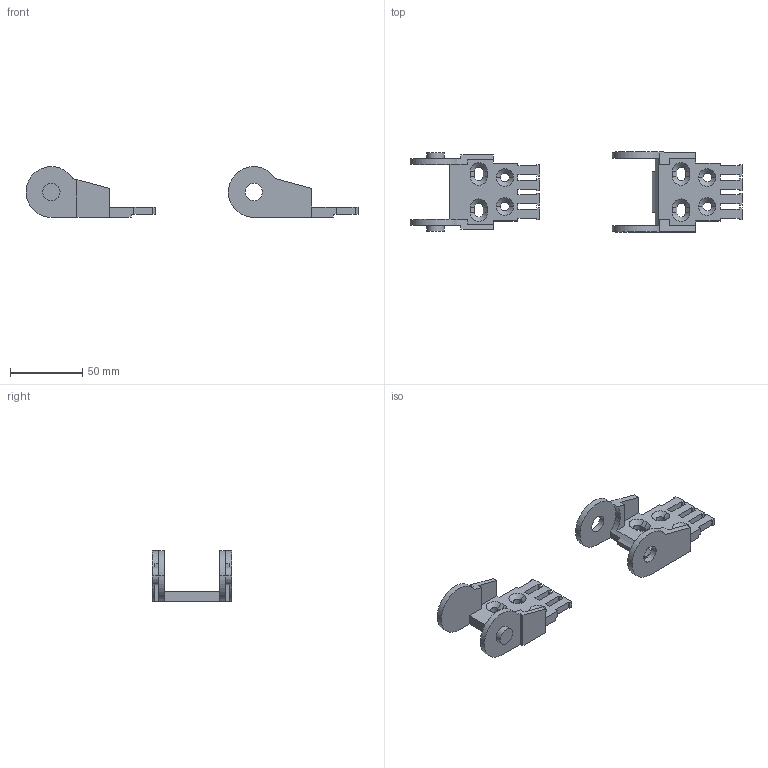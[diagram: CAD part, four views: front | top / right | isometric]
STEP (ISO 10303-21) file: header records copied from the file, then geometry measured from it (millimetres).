
FILE_DESCRIPTION (( 'STEP AP214' ), '1' );
FILE_NAME ('2030-34PZB.STEP', '2025-04-01T18:05:04', ( '' ), ( '' ), 'SwSTEP 2.0', 'SolidWorks 2024', '' );
FILE_SCHEMA (( 'AUTOMOTIVE_DESIGN' ));
Length unit declared in the file: millimetre
Products named in the file (1): 2030-34PZB
Bounding box: 229.2 x 55.2 x 35 mm (x, y, z)
Volume: 54137.8 mm3; surface area: 28611.4 mm2
Topology: 2 solids, 2 shells, 203 faces, 579 edges, 378 vertices
Faces by surface type: plane 152, cylinder 35, cone 16
Entity records: 6611 total; most frequent: CARTESIAN_POINT 1161, ORIENTED_EDGE 1158, DIRECTION 1077, EDGE_CURVE 579, VECTOR 489, LINE 489, VERTEX_POINT 378, AXIS2_PLACEMENT_3D 294
